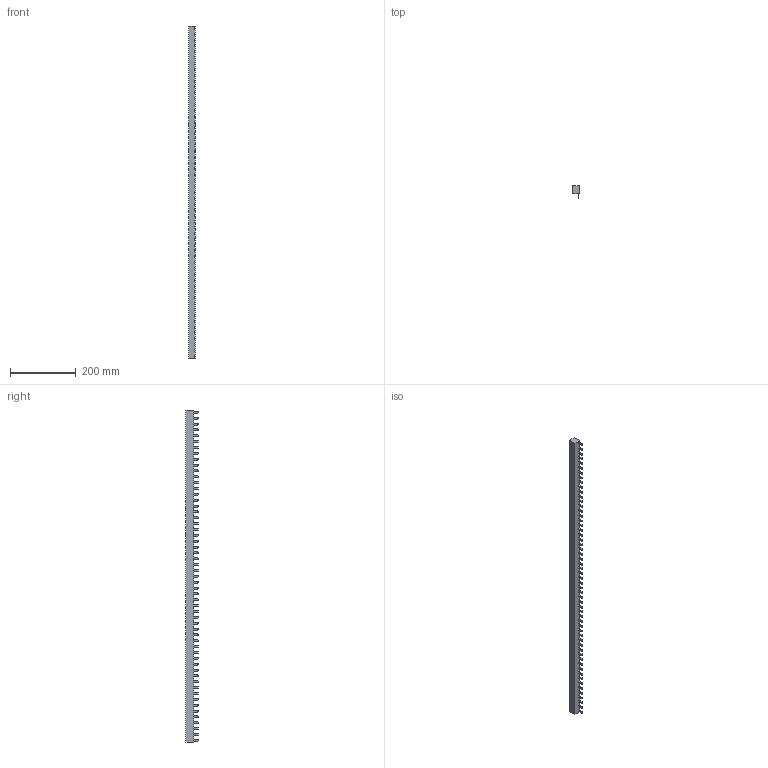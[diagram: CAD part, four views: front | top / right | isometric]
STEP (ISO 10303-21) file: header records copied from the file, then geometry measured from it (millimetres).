
FILE_DESCRIPTION (( 'STEP AP203' ), '1' );
FILE_NAME ('GMCB-BB3P-57-100C.step', '2024-07-29T20:23:49', ( '' ), ( '' ), 'SwSTEP 2.0', 'SolidWorks 2023', '' );
FILE_SCHEMA (( 'CONFIG_CONTROL_DESIGN' ));
Length unit declared in the file: inch
Products named in the file (1): GMCB-BB3P-57-100C
Bounding box: 21.2 x 36.5 x 1009 mm (x, y, z)
Volume: 501173.5 mm3; surface area: 102336 mm2
Topology: 1 solids, 1 shells, 405 faces, 1038 edges, 692 vertices
Faces by surface type: plane 291, cylinder 114
Entity records: 12319 total; most frequent: CARTESIAN_POINT 2136, DIRECTION 2078, ORIENTED_EDGE 2076, EDGE_CURVE 1038, VECTOR 810, LINE 810, VERTEX_POINT 692, AXIS2_PLACEMENT_3D 634
